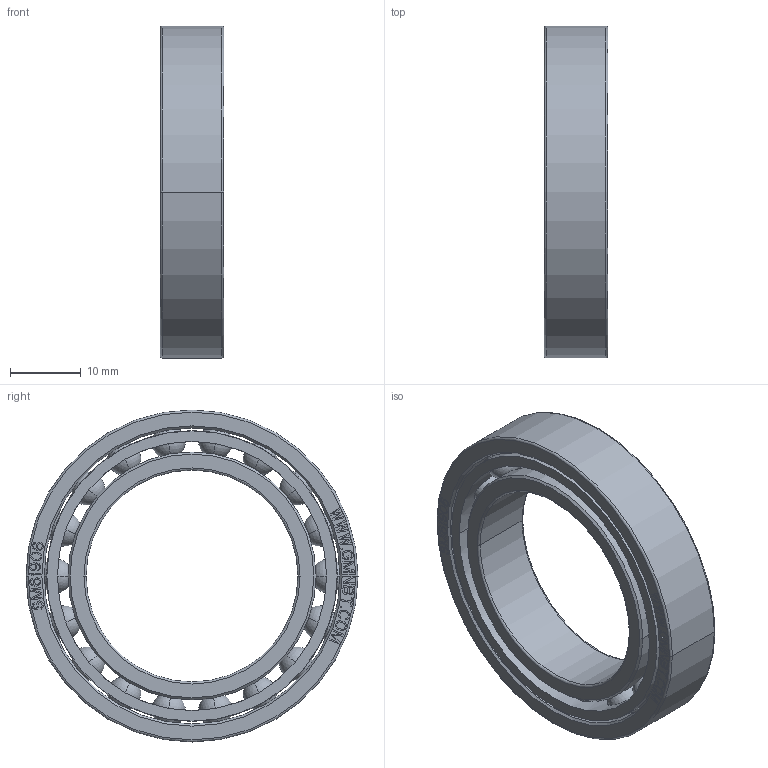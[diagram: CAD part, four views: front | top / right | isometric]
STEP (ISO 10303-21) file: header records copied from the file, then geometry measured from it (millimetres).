
FILE_DESCRIPTION((''),'2;1');
FILE_NAME('SM61906_PRT','2014-03-19T',('sales 4'),(''),'PRO/ENGINEER BY PARAMETRIC TECHNOLOGY CORPORATION, 2013150','PRO/ENGINEER BY PARAMETRIC TECHNOLOGY CORPORATION, 2013150','');
FILE_SCHEMA(('AUTOMOTIVE_DESIGN { 1 0 10303 214 1 1 1 1 }'));
Length unit declared in the file: millimetre
Products named in the file (1): SM61906_PRT
Bounding box: 9.01 x 47 x 47 mm (x, y, z)
Volume: 7029.5 mm3; surface area: 8814.6 mm2
Topology: 3 solids, 3 shells, 769 faces, 2116 edges, 1340 vertices
Faces by surface type: plane 589, cylinder 86, sphere 72, torus 12, cone 10
Entity records: 37546 total; most frequent: CARTESIAN_POINT 11871, ORIENTED_EDGE 4088, DIRECTION 3714, PRESENTATION_STYLE_ASSIGNMENT 2077, STYLED_ITEM 2047, CURVE_STYLE 2044, EDGE_CURVE 2044, VECTOR 1768
